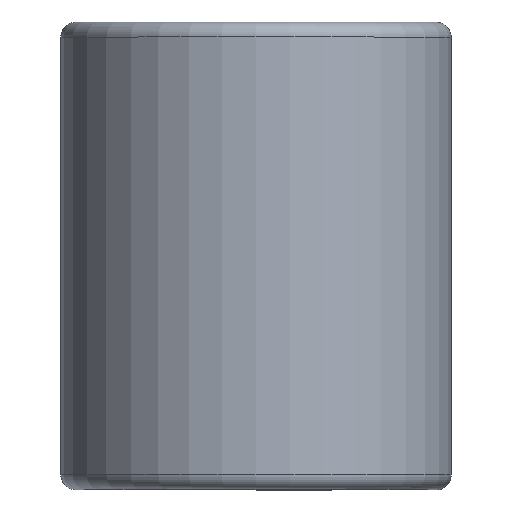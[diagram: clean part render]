
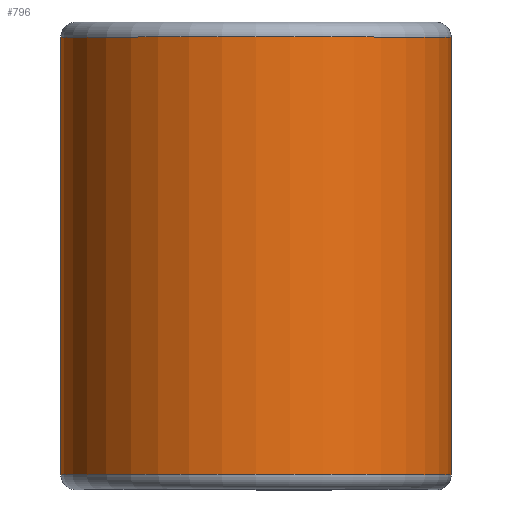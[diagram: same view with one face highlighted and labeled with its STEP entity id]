
A CAD part, top view. The second image highlights one B-rep face of the part: STEP entity #796.
In plain terms, the highlighted cylindrical face has radius 9.944 mm (diameter 19.888 mm), a partial arc.
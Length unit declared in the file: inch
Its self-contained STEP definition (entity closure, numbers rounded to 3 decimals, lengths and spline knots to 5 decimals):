
#58 = DIRECTION ( 'NONE',  ( 0., -1., 0. ) ) ;
#90 = VERTEX_POINT ( 'NONE', #767 ) ;
#150 = VERTEX_POINT ( 'NONE', #1068 ) ;
#169 = VECTOR ( 'NONE', #1620, 39.37008 ) ;
#185 = CARTESIAN_POINT ( 'NONE',  ( 0., 0.43875, 0. ) ) ;
#228 = EDGE_CURVE ( 'NONE', #90, #817, #438, .T. ) ;
#229 = LINE ( 'NONE', #534, #169 ) ;
#438 = CIRCLE ( 'NONE', #1323, 0.3915 ) ;
#459 = CYLINDRICAL_SURFACE ( 'NONE', #2166, 0.3915 ) ;
#534 = CARTESIAN_POINT ( 'NONE',  ( 0., 0.43875, -0.3915 ) ) ;
#559 = CARTESIAN_POINT ( 'NONE',  ( 0., -0.43875, -0.3915 ) ) ;
#651 = CIRCLE ( 'NONE', #1806, 0.3915 ) ;
#680 = FACE_OUTER_BOUND ( 'NONE', #2028, .T. ) ;
#767 = CARTESIAN_POINT ( 'NONE',  ( 0.3915, 0.43875, 0. ) ) ;
#787 = ORIENTED_EDGE ( 'NONE', *, *, #1092, .F. ) ;
#796 = ADVANCED_FACE ( 'NONE', ( #680 ), #459, .T. ) ;
#808 = DIRECTION ( 'NONE',  ( 0., 0., -1. ) ) ;
#817 = VERTEX_POINT ( 'NONE', #1739 ) ;
#860 = DIRECTION ( 'NONE',  ( 0., 1., 0. ) ) ;
#994 = EDGE_CURVE ( 'NONE', #150, #90, #1217, .T. ) ;
#1034 = CARTESIAN_POINT ( 'NONE',  ( 0.3915, 0.43875, 0. ) ) ;
#1068 = CARTESIAN_POINT ( 'NONE',  ( 0.3915, -0.43875, 0. ) ) ;
#1092 = EDGE_CURVE ( 'NONE', #1820, #817, #229, .T. ) ;
#1148 = CARTESIAN_POINT ( 'NONE',  ( 0., -0.43875, 0. ) ) ;
#1216 = ORIENTED_EDGE ( 'NONE', *, *, #2041, .F. ) ;
#1217 = LINE ( 'NONE', #1034, #2203 ) ;
#1245 = DIRECTION ( 'NONE',  ( 0., 0., -1. ) ) ;
#1258 = DIRECTION ( 'NONE',  ( 0., -1., 0. ) ) ;
#1323 = AXIS2_PLACEMENT_3D ( 'NONE', #185, #1258, #1245 ) ;
#1341 = DIRECTION ( 'NONE',  ( 0., 0., -1. ) ) ;
#1344 = CARTESIAN_POINT ( 'NONE',  ( 0., 0.4375, 0. ) ) ;
#1620 = DIRECTION ( 'NONE',  ( 0., 1., 0. ) ) ;
#1739 = CARTESIAN_POINT ( 'NONE',  ( 0., 0.43875, -0.3915 ) ) ;
#1791 = ORIENTED_EDGE ( 'NONE', *, *, #994, .T. ) ;
#1806 = AXIS2_PLACEMENT_3D ( 'NONE', #1148, #58, #1341 ) ;
#1820 = VERTEX_POINT ( 'NONE', #559 ) ;
#1909 = DIRECTION ( 'NONE',  ( 0., -1., 0. ) ) ;
#2028 = EDGE_LOOP ( 'NONE', ( #1791, #2244, #787, #1216 ) ) ;
#2041 = EDGE_CURVE ( 'NONE', #150, #1820, #651, .T. ) ;
#2166 = AXIS2_PLACEMENT_3D ( 'NONE', #1344, #1909, #808 ) ;
#2203 = VECTOR ( 'NONE', #860, 39.37008 ) ;
#2244 = ORIENTED_EDGE ( 'NONE', *, *, #228, .T. ) ;
